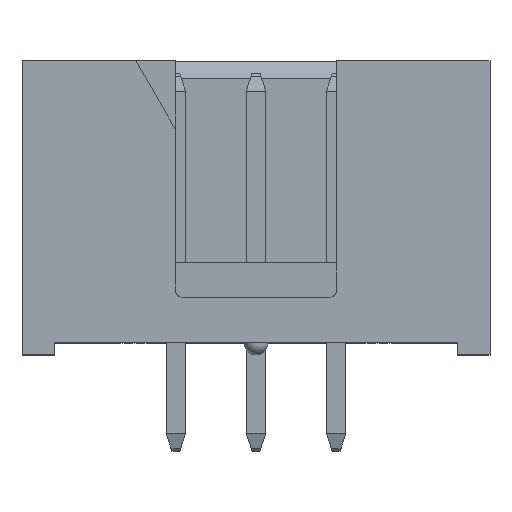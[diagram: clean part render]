
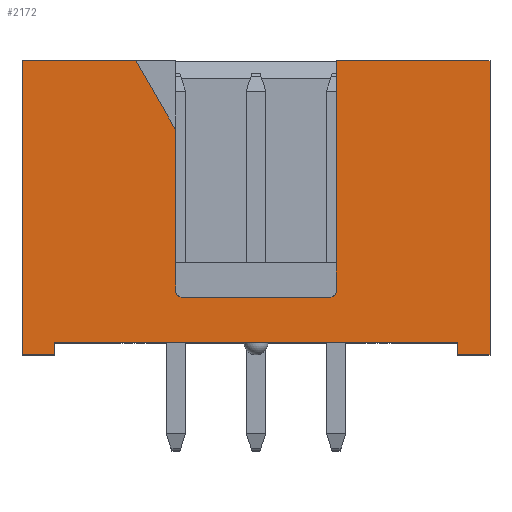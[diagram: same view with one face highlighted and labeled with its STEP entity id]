
A CAD part, top view. The second image highlights one B-rep face of the part: STEP entity #2172.
In plain terms, the highlighted planar face has unit normal (0, 0, 1).
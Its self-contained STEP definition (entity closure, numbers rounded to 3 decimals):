
#233=DIRECTION('',(0.5,-0.866,0.));
#234=VECTOR('',#233,2.54);
#235=CARTESIAN_POINT('',(6.145,9.32,8.89));
#236=LINE('3789',#235,#234);
#237=DIRECTION('',(0.,-1.,0.));
#238=VECTOR('',#237,5.1);
#239=CARTESIAN_POINT('',(7.415,7.12,8.89));
#240=LINE('4974',#239,#238);
#241=CARTESIAN_POINT('',(7.615,2.02,8.89));
#242=DIRECTION('',(0.,0.,1.));
#243=DIRECTION('',(-1.,0.,0.));
#244=AXIS2_PLACEMENT_3D('',#241,#242,#243);
#246=DIRECTION('',(1.,0.,0.));
#247=VECTOR('',#246,4.68);
#248=CARTESIAN_POINT('',(7.615,1.82,8.89));
#249=LINE('180',#248,#247);
#250=CARTESIAN_POINT('',(12.295,2.02,8.89));
#251=DIRECTION('',(0.,0.,1.));
#252=DIRECTION('',(0.,-1.,0.));
#253=AXIS2_PLACEMENT_3D('',#250,#251,#252);
#255=DIRECTION('',(0.,-1.,0.));
#256=VECTOR('',#255,7.3);
#257=CARTESIAN_POINT('',(12.495,9.32,8.89));
#258=LINE('182',#257,#256);
#259=DIRECTION('',(-1.,0.,0.));
#260=VECTOR('',#259,4.875);
#261=CARTESIAN_POINT('',(17.37,9.32,8.89));
#262=LINE('190',#261,#260);
#263=DIRECTION('',(0.,1.,0.));
#264=VECTOR('',#263,9.32);
#265=CARTESIAN_POINT('',(17.37,0.,8.89));
#266=LINE('43',#265,#264);
#267=DIRECTION('',(1.,0.,0.));
#268=VECTOR('',#267,1.02);
#269=CARTESIAN_POINT('',(16.35,0.,8.89));
#270=LINE('42',#269,#268);
#271=DIRECTION('',(0.,-1.,0.));
#272=VECTOR('',#271,0.38);
#273=CARTESIAN_POINT('',(16.35,0.38,8.89));
#274=LINE('41',#273,#272);
#275=DIRECTION('',(1.,0.,0.));
#276=VECTOR('',#275,12.79);
#277=CARTESIAN_POINT('',(3.56,0.38,8.89));
#278=LINE('40',#277,#276);
#279=DIRECTION('',(0.,1.,0.));
#280=VECTOR('',#279,0.38);
#281=CARTESIAN_POINT('',(3.56,0.,8.89));
#282=LINE('39',#281,#280);
#283=DIRECTION('',(1.,0.,0.));
#284=VECTOR('',#283,1.02);
#285=CARTESIAN_POINT('',(2.54,0.,8.89));
#286=LINE('38',#285,#284);
#287=DIRECTION('',(0.,-1.,0.));
#288=VECTOR('',#287,9.32);
#289=CARTESIAN_POINT('',(2.54,9.32,8.89));
#290=LINE('37',#289,#288);
#291=DIRECTION('',(-1.,0.,0.));
#292=VECTOR('',#291,3.605);
#293=CARTESIAN_POINT('',(6.145,9.32,8.89));
#294=LINE('4534',#293,#292);
#1481=CARTESIAN_POINT('',(2.54,9.32,8.89));
#1482=CARTESIAN_POINT('',(2.54,0.,8.89));
#1483=VERTEX_POINT('',#1481);
#1484=VERTEX_POINT('',#1482);
#1485=CARTESIAN_POINT('',(3.56,0.,8.89));
#1486=VERTEX_POINT('',#1485);
#1487=CARTESIAN_POINT('',(3.56,0.38,8.89));
#1488=VERTEX_POINT('',#1487);
#1489=CARTESIAN_POINT('',(16.35,0.38,8.89));
#1490=VERTEX_POINT('',#1489);
#1491=CARTESIAN_POINT('',(16.35,0.,8.89));
#1492=VERTEX_POINT('',#1491);
#1493=CARTESIAN_POINT('',(17.37,0.,8.89));
#1494=VERTEX_POINT('',#1493);
#1495=CARTESIAN_POINT('',(17.37,9.32,8.89));
#1496=VERTEX_POINT('',#1495);
#1549=CARTESIAN_POINT('',(7.415,2.02,8.89));
#1550=CARTESIAN_POINT('',(7.615,1.82,8.89));
#1551=VERTEX_POINT('',#1549);
#1552=VERTEX_POINT('',#1550);
#1553=CARTESIAN_POINT('',(12.295,1.82,8.89));
#1554=VERTEX_POINT('',#1553);
#1555=CARTESIAN_POINT('',(12.495,2.02,8.89));
#1556=VERTEX_POINT('',#1555);
#1557=CARTESIAN_POINT('',(12.495,9.32,8.89));
#1558=VERTEX_POINT('',#1557);
#1803=CARTESIAN_POINT('',(6.145,9.32,8.89));
#1804=CARTESIAN_POINT('',(7.415,7.12,8.89));
#1805=VERTEX_POINT('',#1803);
#1806=VERTEX_POINT('',#1804);
#2139=CARTESIAN_POINT('',(0.,0.,8.89));
#2140=DIRECTION('',(0.,0.,1.));
#2141=DIRECTION('',(1.,0.,0.));
#2142=AXIS2_PLACEMENT_3D('',#2139,#2140,#2141);
#2143=PLANE('36',#2142);
#2145=ORIENTED_EDGE('3789',*,*,#2144,.T.);
#2147=ORIENTED_EDGE('4974',*,*,#2146,.T.);
#2149=ORIENTED_EDGE('179',*,*,#2148,.T.);
#2151=ORIENTED_EDGE('180',*,*,#2150,.T.);
#2153=ORIENTED_EDGE('181',*,*,#2152,.T.);
#2155=ORIENTED_EDGE('182',*,*,#2154,.F.);
#2156=ORIENTED_EDGE('190',*,*,#1966,.F.);
#2158=ORIENTED_EDGE('43',*,*,#2157,.F.);
#2160=ORIENTED_EDGE('42',*,*,#2159,.F.);
#2162=ORIENTED_EDGE('41',*,*,#2161,.F.);
#2164=ORIENTED_EDGE('40',*,*,#2163,.F.);
#2166=ORIENTED_EDGE('39',*,*,#2165,.F.);
#2167=ORIENTED_EDGE('38',*,*,#2118,.F.);
#2168=ORIENTED_EDGE('37',*,*,#2083,.F.);
#2169=ORIENTED_EDGE('4534',*,*,#2017,.F.);
#2170=EDGE_LOOP('36',(#2145,#2147,#2149,#2151,#2153,#2155,#2156,#2158,#2160,
#2162,#2164,#2166,#2167,#2168,#2169));
#2171=FACE_OUTER_BOUND('36',#2170,.F.);
#2172=ADVANCED_FACE('36',(#2171),#2143,.T.);
#245=CIRCLE('179',#244,0.2);
#254=CIRCLE('181',#253,0.2);
#1966=EDGE_CURVE('190',#1496,#1558,#262,.T.);
#2017=EDGE_CURVE('4534',#1805,#1483,#294,.T.);
#2083=EDGE_CURVE('37',#1483,#1484,#290,.T.);
#2118=EDGE_CURVE('38',#1484,#1486,#286,.T.);
#2144=EDGE_CURVE('3789',#1805,#1806,#236,.T.);
#2146=EDGE_CURVE('4974',#1806,#1551,#240,.T.);
#2148=EDGE_CURVE('179',#1551,#1552,#245,.T.);
#2150=EDGE_CURVE('180',#1552,#1554,#249,.T.);
#2152=EDGE_CURVE('181',#1554,#1556,#254,.T.);
#2154=EDGE_CURVE('182',#1558,#1556,#258,.T.);
#2157=EDGE_CURVE('43',#1494,#1496,#266,.T.);
#2159=EDGE_CURVE('42',#1492,#1494,#270,.T.);
#2161=EDGE_CURVE('41',#1490,#1492,#274,.T.);
#2163=EDGE_CURVE('40',#1488,#1490,#278,.T.);
#2165=EDGE_CURVE('39',#1486,#1488,#282,.T.);
